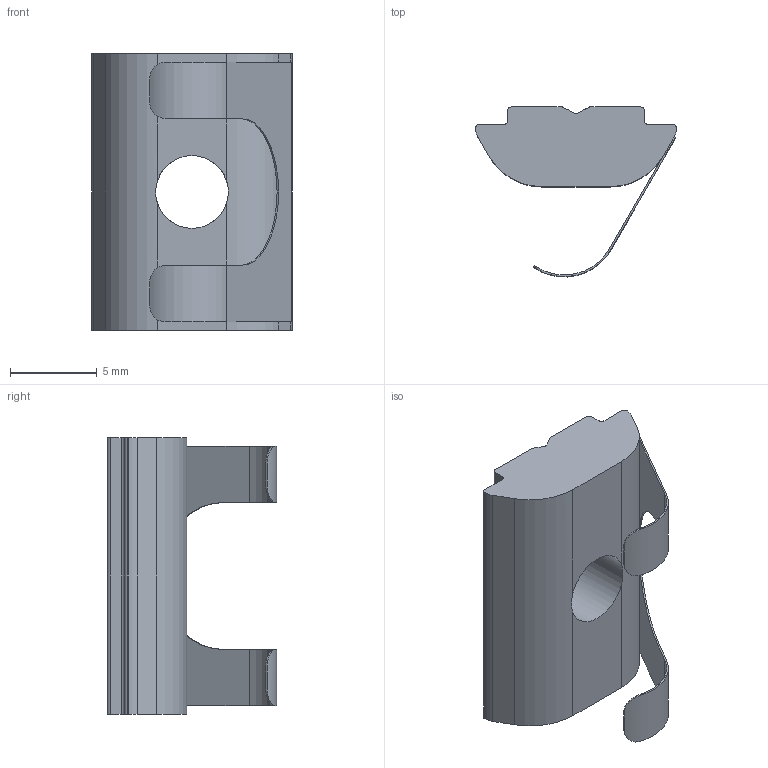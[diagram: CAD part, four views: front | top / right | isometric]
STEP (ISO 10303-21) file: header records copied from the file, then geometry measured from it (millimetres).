
FILE_DESCRIPTION(/* description */ (''),/* implementation_level */ '2;1');
FILE_NAME(/* name */ '210509.stp',/* time_stamp */ '2022-08-05T09:43:42+02:00',/* author */ ('aluteckkpl_tw'),/* organization */ (''),/* preprocessor_version */ 'ST-DEVELOPER v18.1',/* originating_system */ 'Autodesk Inventor 2021',/* authorisation */ '');
FILE_SCHEMA (('AUTOMOTIVE_DESIGN { 1 0 10303 214 3 1 1 }'));
Length unit declared in the file: millimetre
Products named in the file (2): 210509-ZP; 210509-ZP_1
Assembly tree (1 placements, depth 2):
  210509-ZP
    210509-ZP_1
Bounding box: 11.6 x 9.8 x 16 mm (x, y, z)
Volume: 626.8 mm3; surface area: 746 mm2
Topology: 1 solids, 1 shells, 54 faces, 158 edges, 104 vertices
Faces by surface type: plane 28, cylinder 26
Full cylindrical faces by diameter (mm): 4.2 x1
Entity records: 1978 total; most frequent: CARTESIAN_POINT 456, ORIENTED_EDGE 316, DIRECTION 300, EDGE_CURVE 158, VERTEX_POINT 104, AXIS2_PLACEMENT_3D 102, LINE 96, VECTOR 96
